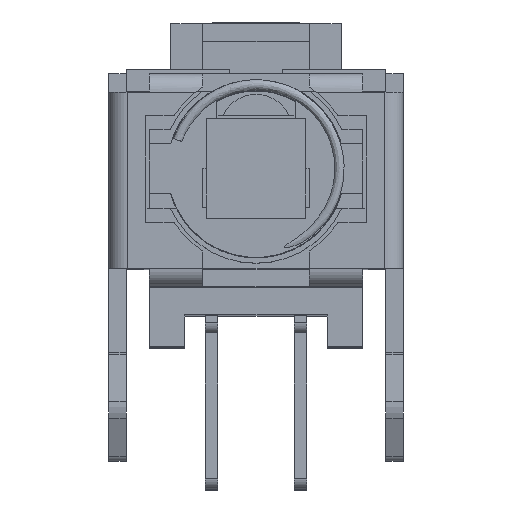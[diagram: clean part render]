
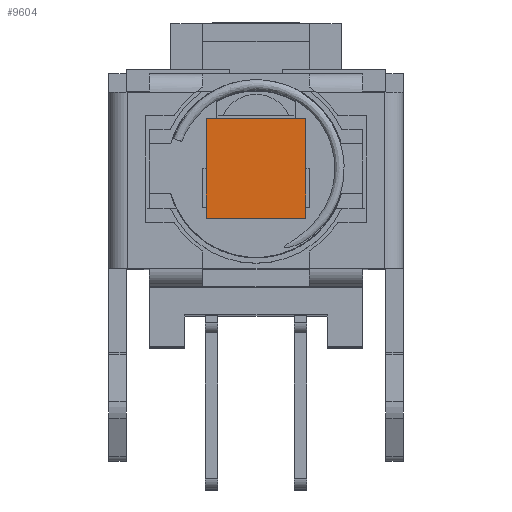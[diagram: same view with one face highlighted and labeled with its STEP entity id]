
A CAD part, top view. The second image highlights one B-rep face of the part: STEP entity #9604.
In plain terms, the highlighted planar face has unit normal (0, 0, 1).
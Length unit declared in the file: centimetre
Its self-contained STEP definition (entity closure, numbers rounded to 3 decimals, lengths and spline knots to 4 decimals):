
#594=FACE_OUTER_BOUND('',#1089,.T.);
#1089=EDGE_LOOP('',(#7948,#7949,#7950,#7951));
#2147=LINE('',#16364,#3386);
#2150=LINE('',#16369,#3389);
#2152=LINE('',#16373,#3391);
#2153=LINE('',#16375,#3392);
#3386=VECTOR('',#12057,1.);
#3389=VECTOR('',#12062,1.);
#3391=VECTOR('',#12066,1.);
#3392=VECTOR('',#12069,1.);
#4382=VERTEX_POINT('',#16361);
#4383=VERTEX_POINT('',#16363);
#4384=VERTEX_POINT('',#16367);
#4385=VERTEX_POINT('',#16371);
#5629=EDGE_CURVE('',#4383,#4382,#2147,.T.);
#5632=EDGE_CURVE('',#4382,#4384,#2150,.T.);
#5634=EDGE_CURVE('',#4384,#4385,#2152,.T.);
#5635=EDGE_CURVE('',#4385,#4383,#2153,.T.);
#7948=ORIENTED_EDGE('',*,*,#5635,.T.);
#7949=ORIENTED_EDGE('',*,*,#5629,.T.);
#7950=ORIENTED_EDGE('',*,*,#5632,.T.);
#7951=ORIENTED_EDGE('',*,*,#5634,.T.);
#9155=PLANE('',#10173);
#9604=ADVANCED_FACE('',(#594),#9155,.T.);
#10173=AXIS2_PLACEMENT_3D('',#16377,#12072,#12073);
#12057=DIRECTION('',(0.,1.,0.));
#12062=DIRECTION('',(-1.,0.,0.));
#12066=DIRECTION('',(0.,-1.,0.));
#12069=DIRECTION('',(1.,0.,0.));
#12072=DIRECTION('center_axis',(0.,0.,
1.));
#12073=DIRECTION('ref_axis',(1.,0.,0.));
#16361=CARTESIAN_POINT('',(0.14,0.14,1.085));
#16363=CARTESIAN_POINT('',(0.14,-0.14,1.085));
#16364=CARTESIAN_POINT('',(0.14,-0.14,1.085));
#16367=CARTESIAN_POINT('',(-0.14,0.14,1.085));
#16369=CARTESIAN_POINT('',(0.14,0.14,1.085));
#16371=CARTESIAN_POINT('',(-0.14,-0.14,1.085));
#16373=CARTESIAN_POINT('',(-0.14,0.14,1.085));
#16375=CARTESIAN_POINT('',(-0.14,-0.14,1.085));
#16377=CARTESIAN_POINT('Origin',(0.,0.,
1.085));
